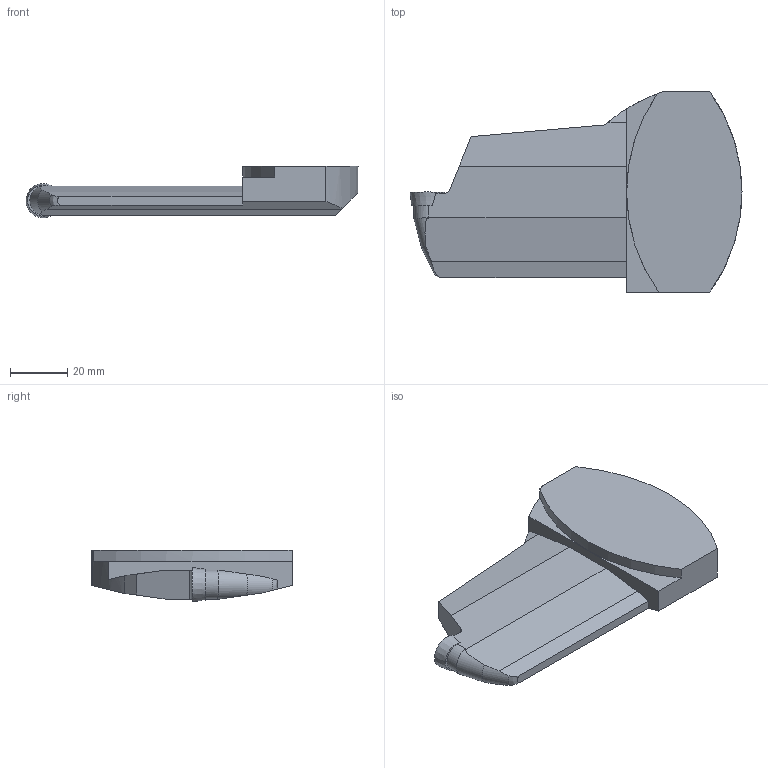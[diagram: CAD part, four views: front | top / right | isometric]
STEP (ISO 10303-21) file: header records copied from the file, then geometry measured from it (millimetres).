
FILE_DESCRIPTION(/* description */ (''),/* implementation_level */ '2;1');
FILE_NAME(/* name */ '1540360730700.stp',/* time_stamp */ '2018-10-24T11:29:14+06:00',/* author */ (''),/* organization */ ('SMS'),/* preprocessor_version */ 'ST-DEVELOPER v15',/* originating_system */ 'SIEMENS PLM Software NX 8.5',/* authorisation */ '');
FILE_SCHEMA (('AUTOMOTIVE_DESIGN { 1 0 10303 214 3 1 1 1 }'));
Length unit declared in the file: millimetre
Products named in the file (4): ASSEMBLY_CONSTRUCTION; IsoTurningInsert; 201790668mod000_00; 201790665mod000_00
Assembly tree (3 placements, depth 2):
  201790665mod000_00
    201790668mod000_00
    IsoTurningInsert
    ASSEMBLY_CONSTRUCTION
Bounding box: 116.08 x 70 x 17.98 mm (x, y, z)
Volume: 67388.4 mm3; surface area: 15743.4 mm2
Topology: 2 solids, 2 shells, 44 faces, 112 edges, 79 vertices
Faces by surface type: plane 25, cylinder 10, cone 4, torus 4, bspline 1
Full cylindrical faces by diameter (mm): 4.4 x2
Entity records: 1501 total; most frequent: CARTESIAN_POINT 288, DIRECTION 241, ORIENTED_EDGE 202, EDGE_CURVE 101, AXIS2_PLACEMENT_3D 93, VERTEX_POINT 71, EDGE_LOOP 56, LINE 55
